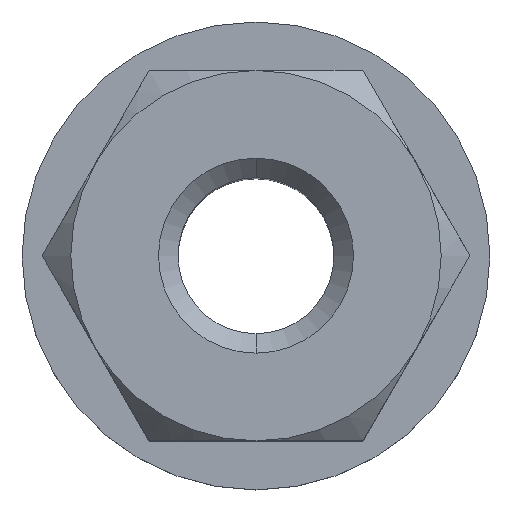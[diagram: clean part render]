
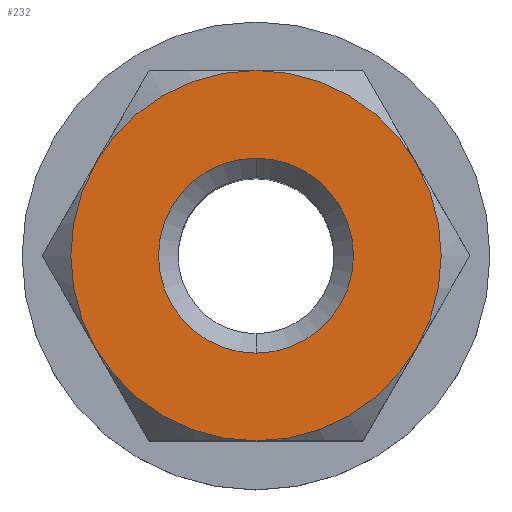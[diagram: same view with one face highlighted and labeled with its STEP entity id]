
A CAD part, top view. The second image highlights one B-rep face of the part: STEP entity #232.
In plain terms, the highlighted planar face has unit normal (0, 0, 1).
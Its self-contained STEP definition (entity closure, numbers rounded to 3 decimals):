
#212=VERTEX_POINT('',#571);
#232=ADVANCED_FACE('',(#595,#596),#597,.T.);
#252=EDGE_CURVE('',#436,#272,#619,.T.);
#262=EDGE_CURVE('',#212,#480,#629,.T.);
#272=VERTEX_POINT('',#639);
#328=EDGE_CURVE('',#480,#436,#704,.T.);
#352=VERTEX_POINT('',#731);
#390=VERTEX_POINT('',#773);
#412=EDGE_CURVE('',#390,#352,#797,.T.);
#428=EDGE_CURVE('',#468,#212,#813,.T.);
#436=VERTEX_POINT('',#821);
#466=EDGE_CURVE('',#532,#468,#855,.T.);
#468=VERTEX_POINT('',#857);
#480=VERTEX_POINT('',#872);
#516=EDGE_CURVE('',#272,#532,#914,.T.);
#520=EDGE_CURVE('',#352,#390,#918,.T.);
#532=VERTEX_POINT('',#931);
#571=CARTESIAN_POINT('',(-8.227,-4.75,12.5));
#595=FACE_BOUND('',#1005,.T.);
#596=FACE_OUTER_BOUND('',#1006,.T.);
#597=PLANE('',#1007);
#619=CIRCLE('',#1038,9.5);
#629=CIRCLE('',#1055,9.5);
#639=CARTESIAN_POINT('',(8.227,4.75,12.5));
#704=CIRCLE('',#1151,9.5);
#731=CARTESIAN_POINT('',(0.,-5.0,12.5));
#773=CARTESIAN_POINT('',(0.,5.0,12.5));
#797=CIRCLE('',#1320,5.0);
#813=CIRCLE('',#1353,9.5);
#821=CARTESIAN_POINT('',(8.227,-4.75,12.5));
#855=CIRCLE('',#1420,9.5);
#857=CARTESIAN_POINT('',(-8.227,4.75,12.5));
#872=CARTESIAN_POINT('',(0.,-9.5,12.5));
#914=CIRCLE('',#1520,9.5);
#918=CIRCLE('',#1527,5.0);
#931=CARTESIAN_POINT('',(0.,9.5,12.5));
#1005=EDGE_LOOP('',(#1605,#1606));
#1006=EDGE_LOOP('',(#1607,#1608,#1609,#1610,#1611,#1612));
#1007=AXIS2_PLACEMENT_3D('',#1613,#1614,#1615);
#1038=AXIS2_PLACEMENT_3D('',#1642,#1643,#1644);
#1055=AXIS2_PLACEMENT_3D('',#1648,#1649,#1650);
#1151=AXIS2_PLACEMENT_3D('',#1744,#1745,#1746);
#1320=AXIS2_PLACEMENT_3D('',#1855,#1856,#1857);
#1353=AXIS2_PLACEMENT_3D('',#1866,#1867,#1868);
#1420=AXIS2_PLACEMENT_3D('',#1913,#1914,#1915);
#1520=AXIS2_PLACEMENT_3D('',#1996,#1997,#1998);
#1527=AXIS2_PLACEMENT_3D('',#2000,#2001,#2002);
#1605=ORIENTED_EDGE('',*,*,#412,.T.);
#1606=ORIENTED_EDGE('',*,*,#520,.T.);
#1607=ORIENTED_EDGE('',*,*,#328,.T.);
#1608=ORIENTED_EDGE('',*,*,#252,.T.);
#1609=ORIENTED_EDGE('',*,*,#516,.T.);
#1610=ORIENTED_EDGE('',*,*,#466,.T.);
#1611=ORIENTED_EDGE('',*,*,#428,.T.);
#1612=ORIENTED_EDGE('',*,*,#262,.T.);
#1613=CARTESIAN_POINT('',(0.,0.,12.5));
#1614=DIRECTION('',(0.0,0.0,1.0));
#1615=DIRECTION('',(0.,-1.0,0.0));
#1642=CARTESIAN_POINT('',(0.,0.,12.5));
#1643=DIRECTION('',(0.0,0.0,1.0));
#1644=DIRECTION('',(0.,-1.0,0.0));
#1648=CARTESIAN_POINT('',(0.,0.,12.5));
#1649=DIRECTION('',(0.0,0.0,1.0));
#1650=DIRECTION('',(0.,-1.0,0.0));
#1744=CARTESIAN_POINT('',(0.,0.,12.5));
#1745=DIRECTION('',(0.0,0.0,1.0));
#1746=DIRECTION('',(0.,-1.0,0.0));
#1855=CARTESIAN_POINT('',(0.,0.,12.5));
#1856=DIRECTION('',(0.0,0.0,-1.0));
#1857=DIRECTION('',(0.,1.0,0.0));
#1866=CARTESIAN_POINT('',(0.,0.,12.5));
#1867=DIRECTION('',(0.0,0.0,1.0));
#1868=DIRECTION('',(0.,-1.0,0.0));
#1913=CARTESIAN_POINT('',(0.,0.,12.5));
#1914=DIRECTION('',(0.0,0.0,1.0));
#1915=DIRECTION('',(0.,-1.0,0.0));
#1996=CARTESIAN_POINT('',(0.,0.,12.5));
#1997=DIRECTION('',(0.0,0.0,1.0));
#1998=DIRECTION('',(0.,-1.0,0.0));
#2000=CARTESIAN_POINT('',(0.,0.,12.5));
#2001=DIRECTION('',(0.0,0.0,-1.0));
#2002=DIRECTION('',(0.,1.0,0.0));
